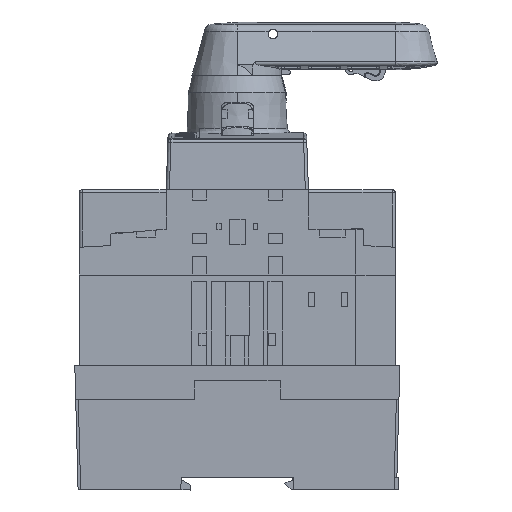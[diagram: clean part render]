
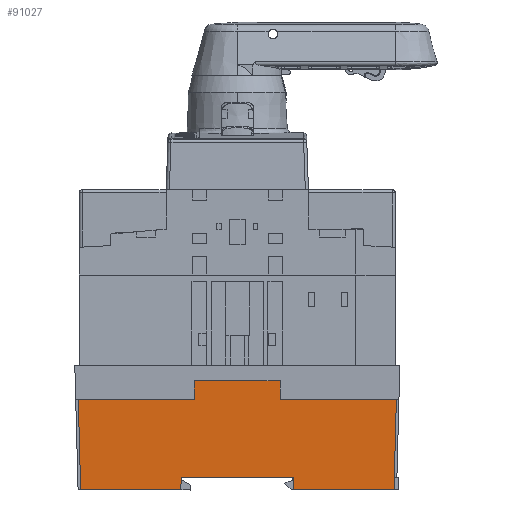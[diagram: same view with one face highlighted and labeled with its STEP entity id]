
A CAD part, left-side view. The second image highlights one B-rep face of the part: STEP entity #91027.
In plain terms, the highlighted planar face has unit normal (-1, 0, -0.026).
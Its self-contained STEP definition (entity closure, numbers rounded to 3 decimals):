
#79881=DIRECTION('',(0.026,0.026,-0.999));
#79882=VECTOR('',#79881,28.62);
#79883=CARTESIAN_POINT('',(-116.,-50.3,-3.4));
#79884=LINE('',#79883,#79882);
#79885=DIRECTION('',(0.,1.,0.));
#79886=VECTOR('',#79885,31.696);
#79887=CARTESIAN_POINT('',(-115.251,-49.551,-32.));
#79888=LINE('',#79887,#79886);
#79889=CARTESIAN_POINT('',(-115.356,-17.75,-28.));
#79890=CARTESIAN_POINT('',(-115.356,-16.119,
-28.));
#79891=CARTESIAN_POINT('',(-115.356,-12.96,
-28.));
#79892=CARTESIAN_POINT('',(-115.356,-8.543,
-28.));
#79893=CARTESIAN_POINT('',(-115.356,-4.416,
-28.));
#79894=CARTESIAN_POINT('',(-115.356,-0.562,
-28.));
#79895=CARTESIAN_POINT('',(-115.356,3.038,
-28.));
#79896=CARTESIAN_POINT('',(-115.356,6.401,
-28.));
#79897=CARTESIAN_POINT('',(-115.356,9.542,
-28.));
#79898=CARTESIAN_POINT('',(-115.356,12.477,
-28.));
#79899=CARTESIAN_POINT('',(-115.356,15.217,
-28.001));
#79900=CARTESIAN_POINT('',(-115.356,16.926,
-27.997));
#79901=CARTESIAN_POINT('',(-115.356,17.75,
-28.));
#79903=DIRECTION('',(0.,1.,0.));
#79904=VECTOR('',#79903,31.696);
#79905=CARTESIAN_POINT('',(-115.251,17.855,-32.));
#79906=LINE('',#79905,#79904);
#79938=DIRECTION('',(0.026,-0.026,-0.999));
#79939=VECTOR('',#79938,4.003);
#79940=CARTESIAN_POINT('',(-115.356,-17.75,-28.));
#79941=LINE('',#79940,#79939);
#80181=CARTESIAN_POINT('',(-115.251,17.855,-32.));
#80182=CARTESIAN_POINT('',(-115.263,17.843,
-31.547));
#80183=CARTESIAN_POINT('',(-115.287,17.819,
-30.647));
#80184=CARTESIAN_POINT('',(-115.321,17.785,
-29.331));
#80185=CARTESIAN_POINT('',(-115.344,17.762,
-28.444));
#80186=CARTESIAN_POINT('',(-115.356,17.75,
-28.));
#81766=DIRECTION('',(0.,1.,0.));
#81767=VECTOR('',#81766,36.617);
#81768=CARTESIAN_POINT('',(-116.,-50.3,-3.4));
#81769=LINE('',#81768,#81767);
#81786=DIRECTION('',(-0.026,0.026,0.999));
#81787=VECTOR('',#81786,6.004);
#81788=CARTESIAN_POINT('',(-116.,-13.683,
-3.4));
#81789=LINE('',#81788,#81787);
#81798=DIRECTION('',(0.,1.,0.));
#81799=VECTOR('',#81798,27.052);
#81800=CARTESIAN_POINT('',(-116.157,-13.526,
2.6));
#81801=LINE('',#81800,#81799);
#81806=DIRECTION('',(0.026,0.026,-0.999));
#81807=VECTOR('',#81806,6.004);
#81808=CARTESIAN_POINT('',(-116.157,13.526,
2.6));
#81809=LINE('',#81808,#81807);
#81830=DIRECTION('',(0.,1.,0.));
#81831=VECTOR('',#81830,36.617);
#81832=CARTESIAN_POINT('',(-116.,13.683,
-3.4));
#81833=LINE('',#81832,#81831);
#86527=DIRECTION('',(0.026,-0.026,-0.999));
#86528=VECTOR('',#86527,28.62);
#86529=CARTESIAN_POINT('',(-116.,50.3,-3.4));
#86530=LINE('',#86529,#86528);
#87895=CARTESIAN_POINT('',(-115.251,-49.551,-32.));
#87896=CARTESIAN_POINT('',(-115.251,-17.855,-32.));
#87897=VERTEX_POINT('',#87895);
#87898=VERTEX_POINT('',#87896);
#87907=VERTEX_POINT('',#79889);
#87908=VERTEX_POINT('',#79901);
#87974=CARTESIAN_POINT('',(-116.,-50.3,-3.4));
#87975=VERTEX_POINT('',#87974);
#87976=CARTESIAN_POINT('',(-116.,-13.683,
-3.4));
#87977=VERTEX_POINT('',#87976);
#87978=CARTESIAN_POINT('',(-116.157,-13.526,
2.6));
#87979=VERTEX_POINT('',#87978);
#87980=CARTESIAN_POINT('',(-116.157,13.526,
2.6));
#87981=VERTEX_POINT('',#87980);
#87982=CARTESIAN_POINT('',(-116.,13.683,
-3.4));
#87983=VERTEX_POINT('',#87982);
#87984=CARTESIAN_POINT('',(-116.,50.3,-3.4));
#87985=VERTEX_POINT('',#87984);
#87986=CARTESIAN_POINT('',(-115.251,49.551,-32.));
#87987=VERTEX_POINT('',#87986);
#87988=CARTESIAN_POINT('',(-115.251,17.855,-32.));
#87989=VERTEX_POINT('',#87988);
#90999=CARTESIAN_POINT('',(-115.704,0.,-14.7));
#91000=DIRECTION('',(1.,0.,0.026));
#91001=DIRECTION('',(0.,1.,0.));
#91002=AXIS2_PLACEMENT_3D('',#90999,#91000,#91001);
#91003=PLANE('',#91002);
#91004=ORIENTED_EDGE('',*,*,#90813,.T.);
#91005=ORIENTED_EDGE('',*,*,#89323,.T.);
#91007=ORIENTED_EDGE('',*,*,#91006,.F.);
#91008=ORIENTED_EDGE('',*,*,#90690,.T.);
#91010=ORIENTED_EDGE('',*,*,#91009,.F.);
#91012=ORIENTED_EDGE('',*,*,#91011,.T.);
#91014=ORIENTED_EDGE('',*,*,#91013,.F.);
#91016=ORIENTED_EDGE('',*,*,#91015,.F.);
#91018=ORIENTED_EDGE('',*,*,#91017,.F.);
#91020=ORIENTED_EDGE('',*,*,#91019,.F.);
#91022=ORIENTED_EDGE('',*,*,#91021,.F.);
#91024=ORIENTED_EDGE('',*,*,#91023,.F.);
#91025=EDGE_LOOP('',(#91004,#91005,#91007,#91008,#91010,#91012,#91014,#91016,
#91018,#91020,#91022,#91024));
#91026=FACE_OUTER_BOUND('',#91025,.F.);
#91027=ADVANCED_FACE('',(#91026),#91003,.F.);
#79902=B_SPLINE_CURVE_WITH_KNOTS('',3,(#79889,#79890,#79891,#79892,#79893,
#79894,#79895,#79896,#79897,#79898,#79899,#79900,#79901),.UNSPECIFIED.,.F.,.F.,(
4,1,1,1,1,1,1,1,1,1,4),(0.,0.1,0.2,0.3,0.4,0.5,0.6,0.7,0.8,
0.9,1.),.UNSPECIFIED.);
#80187=B_SPLINE_CURVE_WITH_KNOTS('',3,(#80181,#80182,#80183,#80184,#80185,
#80186),.UNSPECIFIED.,.F.,.F.,(4,1,1,4),(0.,0.333,
0.667,1.),.UNSPECIFIED.);
#89323=EDGE_CURVE('',#87897,#87898,#79888,.T.);
#90690=EDGE_CURVE('',#87907,#87908,#79902,.T.);
#90813=EDGE_CURVE('',#87975,#87897,#79884,.T.);
#91006=EDGE_CURVE('',#87907,#87898,#79941,.T.);
#91009=EDGE_CURVE('',#87989,#87908,#80187,.T.);
#91011=EDGE_CURVE('',#87989,#87987,#79906,.T.);
#91013=EDGE_CURVE('',#87985,#87987,#86530,.T.);
#91015=EDGE_CURVE('',#87983,#87985,#81833,.T.);
#91017=EDGE_CURVE('',#87981,#87983,#81809,.T.);
#91019=EDGE_CURVE('',#87979,#87981,#81801,.T.);
#91021=EDGE_CURVE('',#87977,#87979,#81789,.T.);
#91023=EDGE_CURVE('',#87975,#87977,#81769,.T.);
